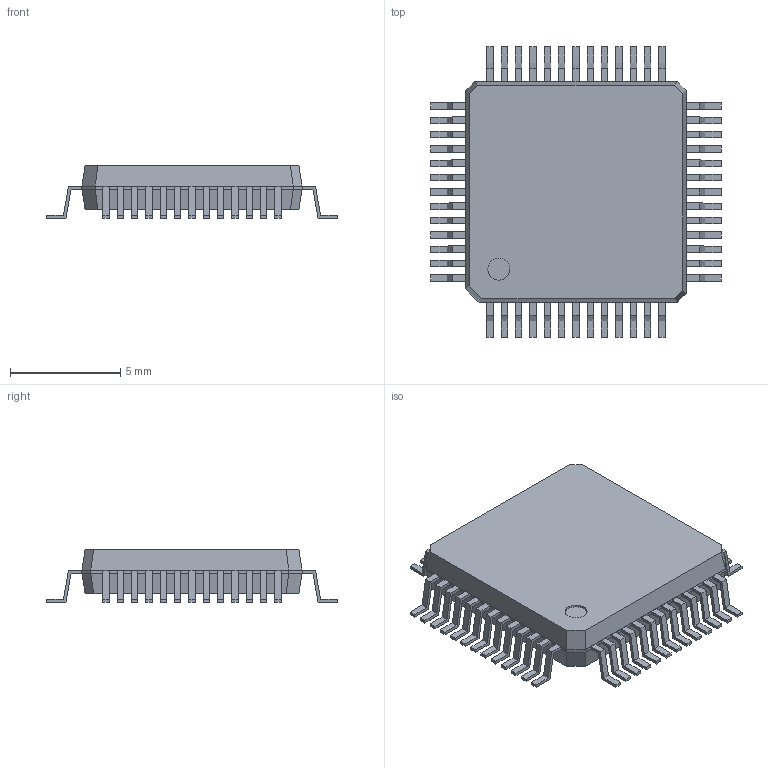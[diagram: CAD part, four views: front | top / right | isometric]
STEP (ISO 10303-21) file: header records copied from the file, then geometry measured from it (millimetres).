
FILE_DESCRIPTION(('FreeCAD Model'),'2;1');
FILE_NAME('Open CASCADE Shape Model','2025-01-19T23:09:20',(''),(''), 'Open CASCADE STEP processor 7.8','FreeCAD','Unknown');
FILE_SCHEMA(('AUTOMOTIVE_DESIGN { 1 0 10303 214 1 1 1 1 }'));
Length unit declared in the file: millimetre
Products named in the file (6): qfp52; difference; Group; Group001; Group002; Group003
Assembly tree (5 placements, depth 2):
  qfp52
    difference
    Group
    Group001
    Group002
    Group003
Bounding box: 13.2 x 13.2 x 2.4 mm (x, y, z)
Volume: 199 mm3; surface area: 394.3 mm2
Topology: 53 solids, 53 shells, 550 faces, 1324 edges, 883 vertices
Faces by surface type: plane 547, bspline 2, cylinder 1
Full cylindrical faces by diameter (mm): 1 x1
Entity records: 16177 total; most frequent: CARTESIAN_POINT 2869, ORIENTED_EDGE 2648, DIRECTION 2399, EDGE_CURVE 1324, LINE 1289, VECTOR 1289, VERTEX_POINT 883, AXIS2_PLACEMENT_3D 555
